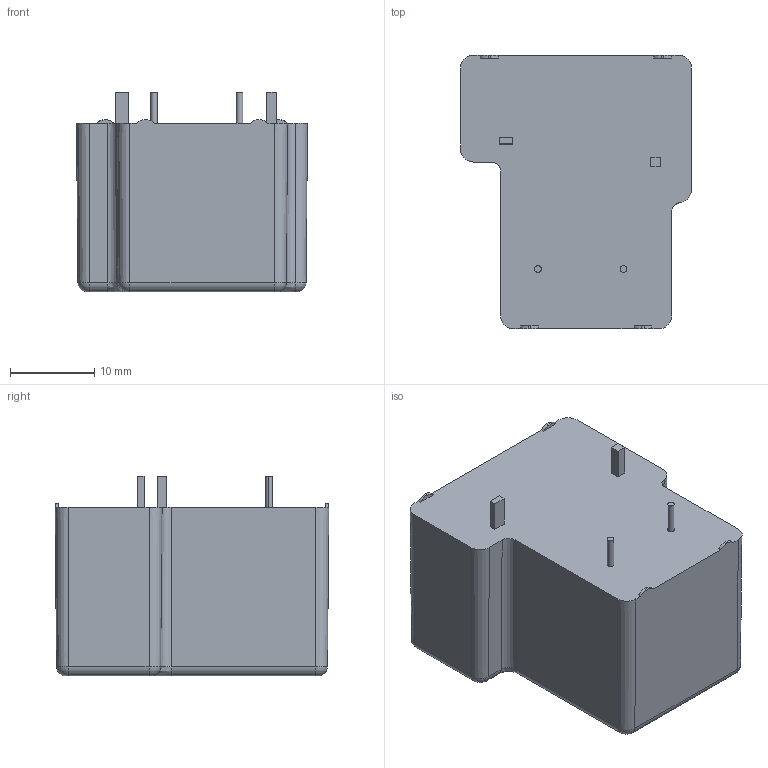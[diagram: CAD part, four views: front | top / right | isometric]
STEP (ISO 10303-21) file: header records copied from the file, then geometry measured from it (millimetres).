
FILE_DESCRIPTION (( 'STEP AP214' ), '1' );
FILE_NAME ('c-2-1393210-0-l1-3d.STEP', '2025-06-11T19:51:29', ( '' ), ( '' ), 'SwSTEP 2.0', 'SolidWorks 2024', '' );
FILE_SCHEMA (( 'AUTOMOTIVE_DESIGN' ));
Length unit declared in the file: millimetre
Products named in the file (1): c-2-1393210-0-l1-3d
Bounding box: 27.43 x 32.52 x 23.73 mm (x, y, z)
Volume: 14953.1 mm3; surface area: 3807.1 mm2
Topology: 5 solids, 5 shells, 77 faces, 183 edges, 117 vertices
Faces by surface type: plane 37, cylinder 24, cone 8, torus 5, bspline 3
Entity records: 3008 total; most frequent: CARTESIAN_POINT 541, DIRECTION 374, ORIENTED_EDGE 366, EDGE_CURVE 183, AXIS2_PLACEMENT_3D 132, VERTEX_POINT 117, LINE 110, VECTOR 110
